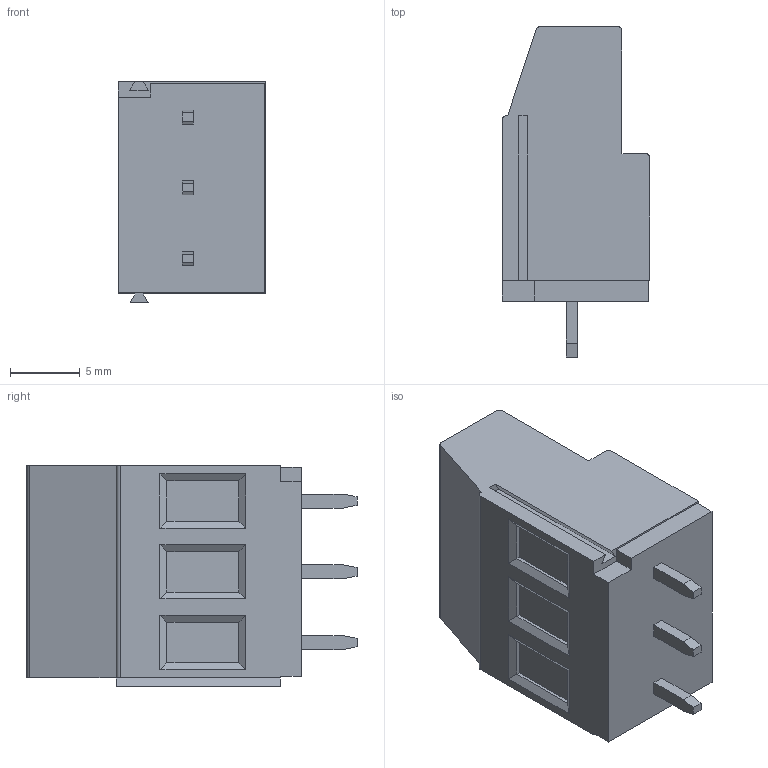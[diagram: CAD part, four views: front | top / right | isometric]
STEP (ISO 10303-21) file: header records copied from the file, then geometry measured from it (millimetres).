
FILE_DESCRIPTION (( 'STEP AP214' ), '1' );
FILE_NAME ('CUI_DEVICES_TB009-508-03GR.step', '2019-10-21T23:08:39', ( '' ), ( '' ), 'SwSTEP 2.0', 'SolidWorks 2019', '' );
FILE_SCHEMA (( 'AUTOMOTIVE_DESIGN' ));
Length unit declared in the file: millimetre
Products named in the file (2): TB009-508-03P_Green - S; CUI_DEVICES_TB009-508-03GR
Assembly tree (1 placements, depth 2):
  CUI_DEVICES_TB009-508-03GR
    TB009-508-03P_Green - S
Bounding box: 10.6 x 23.7 x 15.84 mm (x, y, z)
Volume: 2656 mm3; surface area: 1594.2 mm2
Topology: 1 solids, 4 shells, 157 faces, 373 edges, 239 vertices
Faces by surface type: plane 103, cylinder 20, torus 15, cone 12, bspline 7
Entity records: 6766 total; most frequent: CARTESIAN_POINT 2313, ORIENTED_EDGE 746, DIRECTION 740, EDGE_CURVE 373, AXIS2_PLACEMENT_3D 250, LINE 240, VECTOR 240, VERTEX_POINT 239
